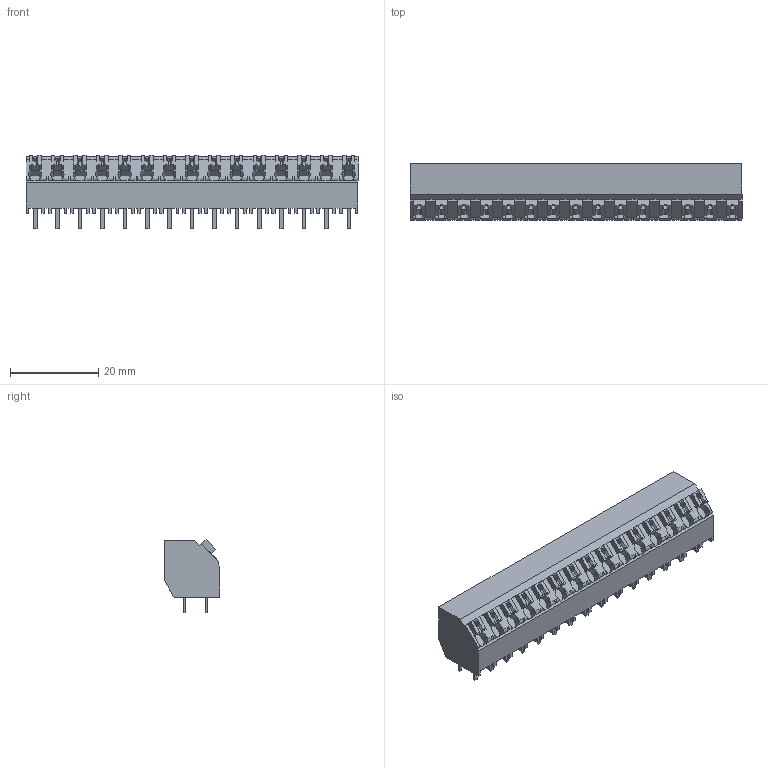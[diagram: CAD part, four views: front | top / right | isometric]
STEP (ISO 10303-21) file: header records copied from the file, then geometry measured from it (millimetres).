
FILE_DESCRIPTION(('CATIA V5 STEP Exchange','CAx-IF Rec.Pracs.--- Model Styling and Organization---1.2---2011-12-15'),'2;1');
FILE_NAME ('D1458452_0_1885150000_1885150000.stp','2018-03-20T13:56:51+00:00',('none'),('Weidmueller'),'CATIA Version 5-6 Release 2014','CATIA V5 STEP AP214','none');
FILE_SCHEMA(('AUTOMOTIVE_DESIGN { 1 0 10303 214 1 1 1 1 }'));
Length unit declared in the file: millimetre
Products named in the file (1): 1885150000
Bounding box: 75.32 x 12.7 x 16.66 mm (x, y, z)
Volume: 8716.1 mm3; surface area: 8206.7 mm2
Topology: 46 solids, 46 shells, 1107 faces, 3184 edges, 2183 vertices
Faces by surface type: plane 1004, cylinder 103
Entity records: 32982 total; most frequent: CARTESIAN_POINT 6420, ORIENTED_EDGE 6368, DIRECTION 4028, EDGE_CURVE 3184, VECTOR 2855, LINE 2855, VERTEX_POINT 2183, EDGE_LOOP 1151
